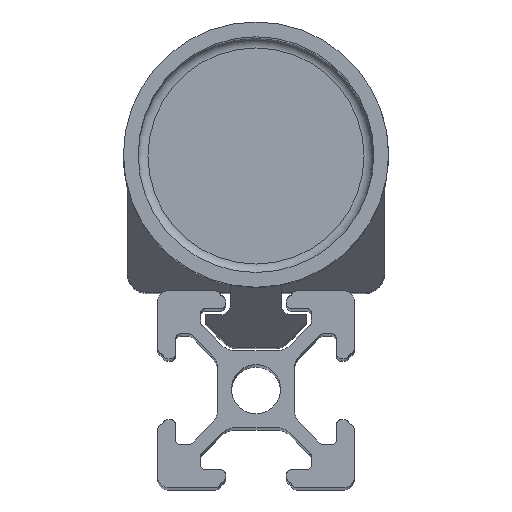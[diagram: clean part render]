
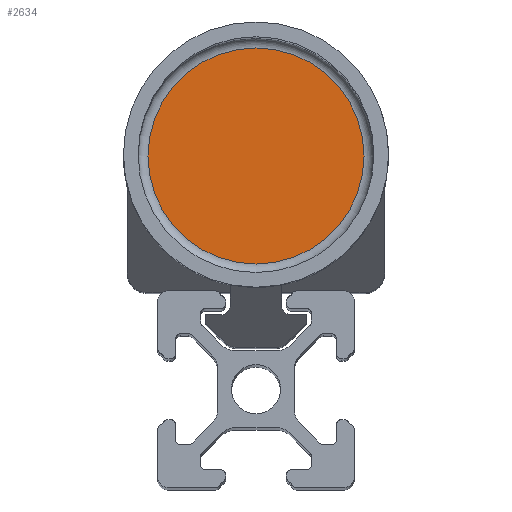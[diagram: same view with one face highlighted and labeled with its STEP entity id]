
A CAD part, top view. The second image highlights one B-rep face of the part: STEP entity #2634.
In plain terms, the highlighted planar face has unit normal (0, 0, 1).
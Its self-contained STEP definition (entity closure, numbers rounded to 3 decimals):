
#622=PLANE('',#2809);
#688=FACE_OUTER_BOUND('',#831,.T.);
#831=EDGE_LOOP('',(#1813,#1814));
#978=CIRCLE('',#2804,11.);
#982=CIRCLE('',#2808,11.);
#1123=VERTEX_POINT('',#3972);
#1124=VERTEX_POINT('',#3973);
#1396=EDGE_CURVE('',#1123,#1124,#978,.T.);
#1400=EDGE_CURVE('',#1124,#1123,#982,.T.);
#1813=ORIENTED_EDGE('',*,*,#1396,.F.);
#1814=ORIENTED_EDGE('',*,*,#1400,.F.);
#2634=ADVANCED_FACE('',(#688),#622,.T.);
#2804=AXIS2_PLACEMENT_3D('',#3974,#3113,#3114);
#2808=AXIS2_PLACEMENT_3D('',#3980,#3121,#3122);
#2809=AXIS2_PLACEMENT_3D('',#3981,#3123,#3124);
#3113=DIRECTION('center_axis',(0.,0.,-1.));
#3114=DIRECTION('ref_axis',(1.,0.,0.));
#3121=DIRECTION('center_axis',(0.,0.,-1.));
#3122=DIRECTION('ref_axis',(1.,0.,0.));
#3123=DIRECTION('center_axis',(0.,0.,1.));
#3124=DIRECTION('ref_axis',(1.,0.,0.));
#3972=CARTESIAN_POINT('',(-11.,0.,-1.5));
#3973=CARTESIAN_POINT('',(11.,0.,-1.5));
#3974=CARTESIAN_POINT('Origin',(0.,0.,-1.5));
#3980=CARTESIAN_POINT('Origin',(0.,0.,-1.5));
#3981=CARTESIAN_POINT('Origin',(0.,-0.25,-1.5));
